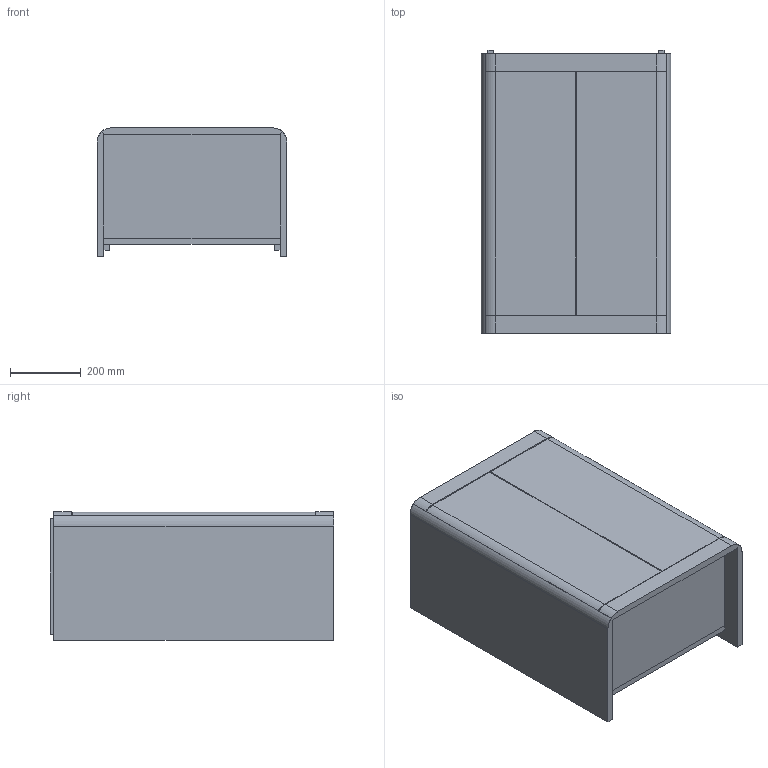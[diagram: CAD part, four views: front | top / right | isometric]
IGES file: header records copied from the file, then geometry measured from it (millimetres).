
Start section: SolidWorks IGES file using analytic representation for surfaces
Global section: file name: HY055F_IGS_V11021.IGS; native system: SolidWorks 2019; preprocessor: SolidWorks 2019; author: adam.jones; date: 211026.101220; units: millimetre
Bounding box: 535 x 799 x 362 mm (x, y, z)
Surface area: 3290599 mm2 (no closed solid volume)
Topology: 0 solids, 0 shells, 158 faces, 1992 edges, 1992 vertices
Faces by surface type: bspline 94, revolution 64
